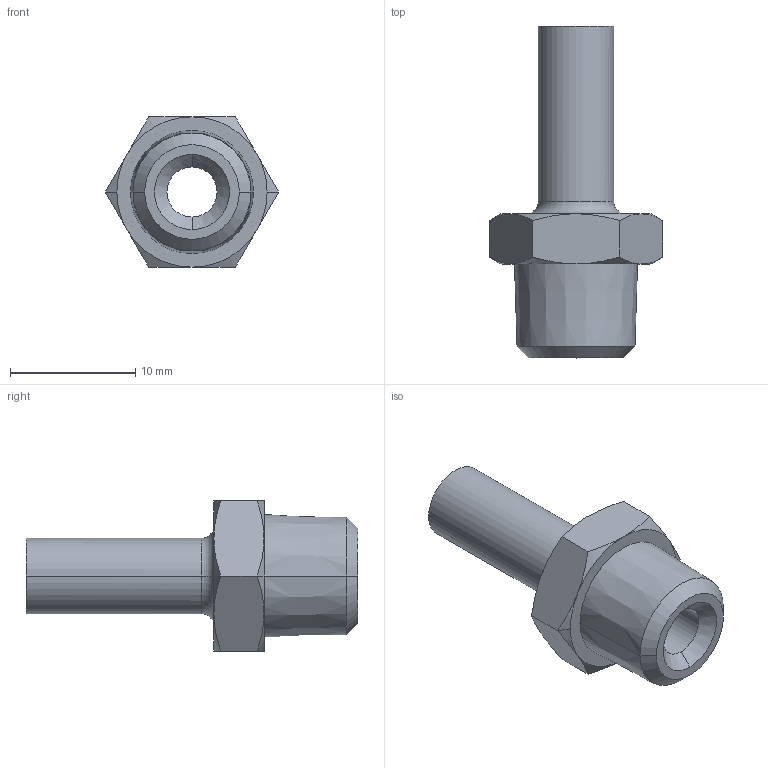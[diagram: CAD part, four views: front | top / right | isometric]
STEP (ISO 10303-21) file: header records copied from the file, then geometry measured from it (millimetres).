
FILE_DESCRIPTION(('STEP AP214'),'1');
FILE_NAME('1820_06_10.stp','2016-07-07T14:25:03',('TraceParts'),('TraceParts S.A.'),'Spatial InterOp 3D',' ',' ');
FILE_SCHEMA(('automotive_design'));
Length unit declared in the file: millimetre
Products named in the file (1): Solide1
Bounding box: 13.86 x 26.5 x 12 mm (x, y, z)
Volume: 1113.5 mm3; surface area: 1183.7 mm2
Topology: 1 solids, 1 shells, 38 faces, 86 edges, 52 vertices
Faces by surface type: cone 22, plane 10, cylinder 4, torus 2
Entity records: 1372 total; most frequent: CARTESIAN_POINT 225, DIRECTION 182, ORIENTED_EDGE 172, EDGE_CURVE 86, AXIS2_PLACEMENT_3D 81, VERTEX_POINT 52, EDGE_LOOP 42, CIRCLE 42
